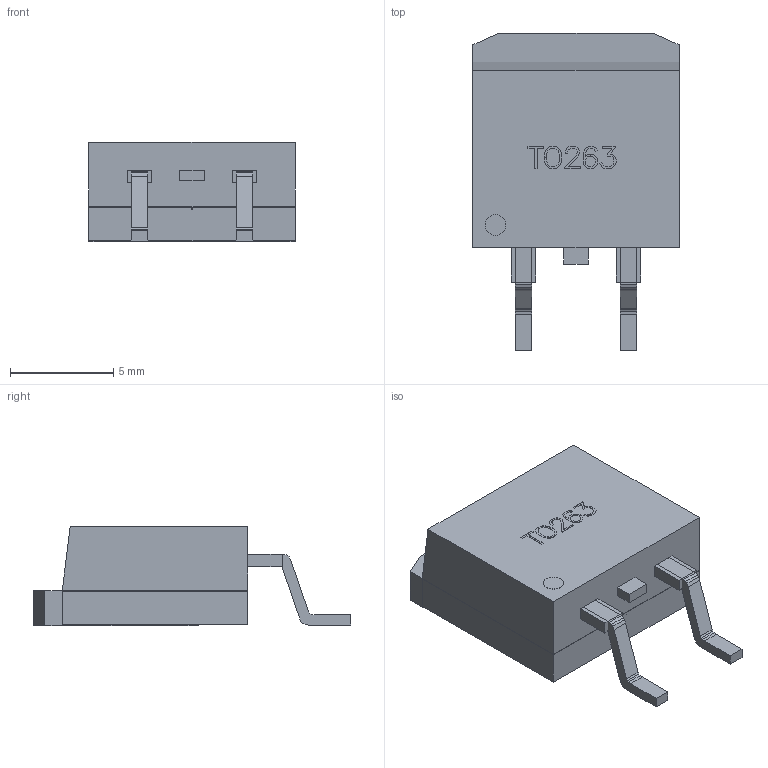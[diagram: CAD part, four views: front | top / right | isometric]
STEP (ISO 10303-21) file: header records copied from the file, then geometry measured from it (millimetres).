
FILE_DESCRIPTION(/* description */ (''),/* implementation_level */ '2;1');
FILE_NAME(/* name */ 'D2PAK_ST-Micro.step',/* time_stamp */ '2019-04-18T18:38:17-07:00',/* author */ (''),/* organization */ (''),/* preprocessor_version */ 'ST-DEVELOPER v18',/* originating_system */ 'Autodesk Translation Framework v8.2.0.1029',/* authorisation */ '');
FILE_SCHEMA (('AUTOMOTIVE_DESIGN { 1 0 10303 214 3 1 1 }'));
Length unit declared in the file: millimetre
Products named in the file (43): D2PAK_ST-Micro; User Library-TO263-3S_Board9; User Library-TO263-3S_Free-Models5; User Library-TO263-3S_PIN1; User Library-TO263-3S_Free-Models6; User Library-TO263-3S_453496145; User Library-TO263-3S_PIN1 (1); User Library-TO263-3S_Free-Models6 (1); User Library-TO263-3S_453496145 (1); User Library-TO263-3S_Extruded13; User Library-TO263-3S_Board5; User Library-TO263-3S_BODY3; User Library-TO263-3S_Free-Models7; User Library-TO263-3S_BODY4; User Library-TO263-3S_Free-Models8; User Library-TO263-3S_453496017; User Library-TO263-3S_Extruded18; User Library-TO263-3S_Board7; User Library-TO263-3S_BODY5; User Library-TO263-3S_Free-Models9; User Library-TO263-3S_453494225; User Library-TO263-3S_Extruded17; User Library-TO263-3S_453494353; User Library-TO263-3S_Extruded15; User Library-TO263-3S_Board6; User Library-TO263-3S_Board8; User Library-TO263-3S_450156369; User Library-TO263-3S_Extruded16; User Library-TO263-3S_449923505; User Library-TO263-3S_Cylinder1; User Library-TO263-3S_450154833; User Library-TO263-3S_Extruded21; User Library-TO263-3S_450154961; User Library-TO263-3S_Extruded11; User Library-TO263-3S_450155089; User Library-TO263-3S_Extruded19; User Library-TO263-3S_450155217; User Library-TO263-3S_Extruded12; User Library-TO263-3S_450155473; User Library-TO263-3S_Extruded20 ...
Assembly tree (45 placements, depth 8):
  D2PAK_ST-Micro
    User Library-TO263-3S_Board9
    User Library-TO263-3S_Free-Models5
      User Library-TO263-3S_PIN1
        User Library-TO263-3S_Free-Models6
          User Library-TO263-3S_453496145
            User Library-TO263-3S_Extruded13
        User Library-TO263-3S_Board5
      User Library-TO263-3S_PIN1 (1)
        User Library-TO263-3S_Free-Models6 (1)
          User Library-TO263-3S_453496145 (1)
            User Library-TO263-3S_Extruded13
        User Library-TO263-3S_Board5
      User Library-TO263-3S_BODY3
        User Library-TO263-3S_Free-Models7
          User Library-TO263-3S_BODY4
            User Library-TO263-3S_Free-Models8
              User Library-TO263-3S_453496017
                User Library-TO263-3S_Extruded18
            User Library-TO263-3S_Board7
          User Library-TO263-3S_BODY5
            User Library-TO263-3S_Free-Models9
              User Library-TO263-3S_453494225
                User Library-TO263-3S_Extruded17
              User Library-TO263-3S_453494353
                User Library-TO263-3S_Extruded15
            User Library-TO263-3S_Board6
        User Library-TO263-3S_Board8
      User Library-TO263-3S_450156369
        User Library-TO263-3S_Extruded16
      User Library-TO263-3S_449923505
        User Library-TO263-3S_Cylinder1
      User Library-TO263-3S_450154833
        User Library-TO263-3S_Extruded21
      User Library-TO263-3S_450154961
        User Library-TO263-3S_Extruded11
      User Library-TO263-3S_450155089
        User Library-TO263-3S_Extruded19
      User Library-TO263-3S_450155217
        User Library-TO263-3S_Extruded12
      User Library-TO263-3S_450155473
        User Library-TO263-3S_Extruded20
      User Library-TO263-3S_450155985
        User Library-TO263-3S_Extruded14
      User Library-TO263-3S_450155985 (1)
        User Library-TO263-3S_Extruded14
Bounding box: 10 x 15.39 x 4.84 mm (x, y, z)
Volume: 494.6 mm3; surface area: 777.9 mm2
Topology: 20 solids, 22 shells, 307 faces, 801 edges, 536 vertices
Faces by surface type: plane 306, cylinder 1
Full cylindrical faces by diameter (mm): 1 x1
Entity records: 9336 total; most frequent: CARTESIAN_POINT 1552, DIRECTION 1438, ORIENTED_EDGE 1420, EDGE_CURVE 714, LINE 710, VECTOR 710, VERTEX_POINT 478, AXIS2_PLACEMENT_3D 364
